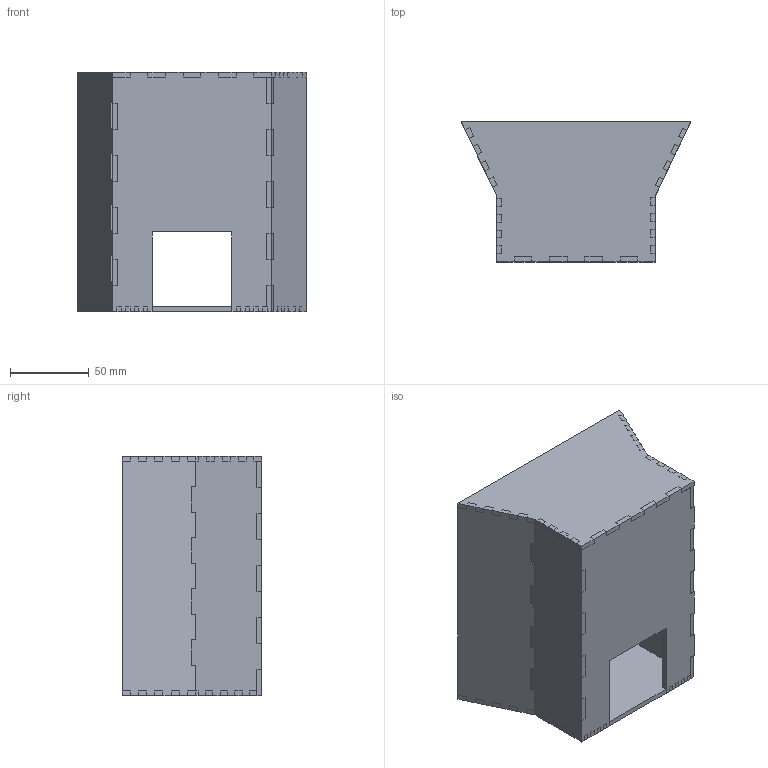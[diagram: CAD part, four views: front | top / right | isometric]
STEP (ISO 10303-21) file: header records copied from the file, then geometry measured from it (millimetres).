
FILE_DESCRIPTION( ( '' ), ' ' );
FILE_NAME( '5c77dcb64751991b022adc35.step', '2019-02-28T13:05:58', ( '' ), ( '' ), ' ', ' ', ' ' );
FILE_SCHEMA( ( 'AUTOMOTIVE_DESIGN { 1 0 10303 214 1 1 1 1 }' ) );
Length unit declared in the file: metre
Products named in the file (7): Bucket_Floor_Extruded (1)_1; Wall_Trap (1); Wall_Trap (1)_1; Bucket_Face (1); Y_left (1); Y_right (1); Bucket_Floor_Extruded (1)
Bounding box: 145.72 x 88.9 x 152.4 mm (x, y, z)
Volume: 184346 mm3; surface area: 129821.7 mm2
Topology: 7 solids, 7 shells, 534 faces, 1560 edges, 1040 vertices
Faces by surface type: plane 534
Entity records: 21652 total; most frequent: CARTESIAN_POINT 3141, ORIENTED_EDGE 3120, DIRECTION 2642, EDGE_CURVE 1560, LINE 1560, VECTOR 1560, VERTEX_POINT 1040, AXIS2_PLACEMENT_3D 541
